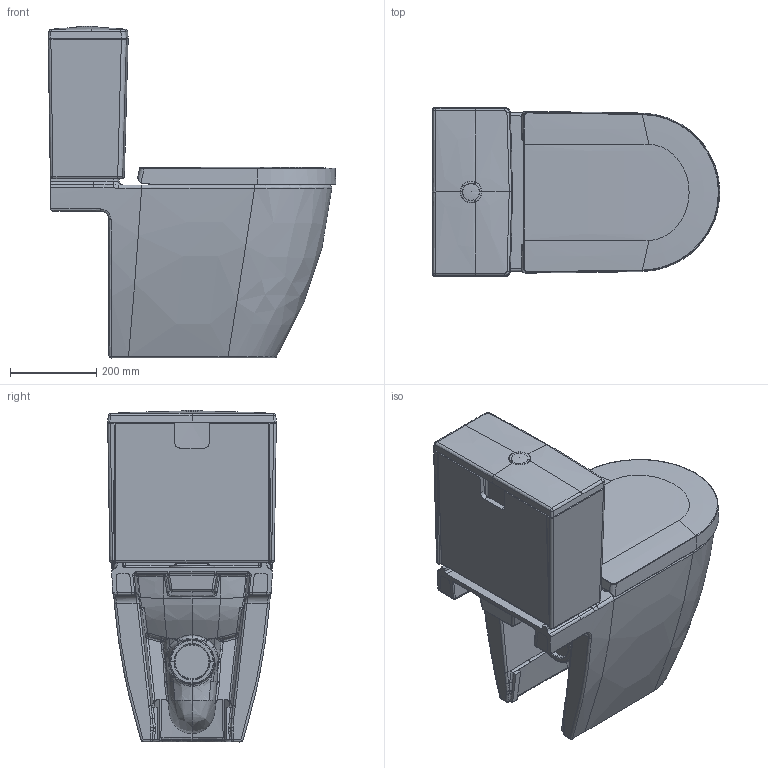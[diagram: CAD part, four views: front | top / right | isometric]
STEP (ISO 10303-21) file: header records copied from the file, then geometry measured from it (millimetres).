
FILE_DESCRIPTION((''),'2;1');
FILE_NAME('217209_FR.stp','2016-01-07T08:43:35',('Administrator'),(''),'Autodesk Inventor 2011','Autodesk Inventor 2011','');
FILE_SCHEMA(('CONFIG_CONTROL_DESIGN'));
Length unit declared in the file: millimetre
Products named in the file (13): 217209_FR; 093810; Taster; 002009; Sitz 002009; Deckel 002009; Soft close rechts; Druckknopf; Blechhuelse; Soft Close links; Puffer; Dämpfer
Assembly tree (18 placements, depth 4):
  217209_FR
    217209_FR
    093810
    Taster
    002009
      Sitz 002009
      Deckel 002009
      Soft close rechts
        Druckknopf
        Blechhuelse
      Soft Close links
        Druckknopf
        Blechhuelse
      Puffer  x4
      Dämpfer  x2
Bounding box: 665.41 x 390.08 x 767.9 mm (x, y, z)
Volume: 36401169.9 mm3; surface area: 3151689.8 mm2
Topology: 16 solids, 16 shells, 2616 faces, 6614 edges, 4061 vertices
Faces by surface type: bspline 945, plane 714, cylinder 487, torus 200, cone 188, sphere 82
Full cylindrical faces by diameter (mm): 12 x2, 13.5 x2, 15.5 x2, 16 x2, 16.12 x2, 17 x2, 19 x1, 20.2 x2, 21.2 x2, 38.357 x1, 40 x1, 50.217 x1, 64 x1, 80 x1
Entity records: 226857 total; most frequent: CARTESIAN_POINT 184779, ORIENTED_EDGE 9392, DIRECTION 7056, EDGE_CURVE 4696, VERTEX_POINT 2873, AXIS2_PLACEMENT_3D 2860, EDGE_LOOP 2092, FACE_OUTER_BOUND 1955
